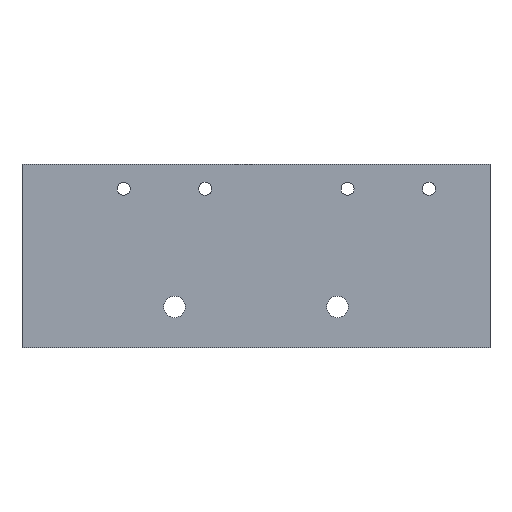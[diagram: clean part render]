
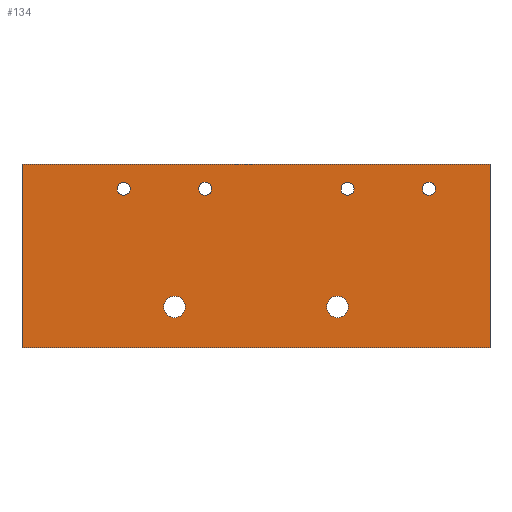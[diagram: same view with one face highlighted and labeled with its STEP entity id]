
A CAD part, top view. The second image highlights one B-rep face of the part: STEP entity #134.
In plain terms, the highlighted planar face has unit normal (0, 0, 1).
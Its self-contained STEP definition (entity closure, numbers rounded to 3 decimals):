
#4 = EDGE_CURVE ( 'NONE', #434, #162, #263, .T. ) ;
#5 = AXIS2_PLACEMENT_3D ( 'NONE', #537, #102, #89 ) ;
#13 = ORIENTED_EDGE ( 'NONE', *, *, #557, .T. ) ;
#18 = VECTOR ( 'NONE', #254, 1000. ) ;
#19 = ORIENTED_EDGE ( 'NONE', *, *, #54, .F. ) ;
#21 = EDGE_LOOP ( 'NONE', ( #491, #513 ) ) ;
#23 = EDGE_CURVE ( 'NONE', #202, #143, #167, .T. ) ;
#26 = VERTEX_POINT ( 'NONE', #412 ) ;
#29 = CARTESIAN_POINT ( 'NONE',  ( -277., 45., 3. ) ) ;
#30 = EDGE_CURVE ( 'NONE', #165, #126, #125, .T. ) ;
#34 = ORIENTED_EDGE ( 'NONE', *, *, #220, .T. ) ;
#51 = DIRECTION ( 'NONE',  ( 1., 0., 0. ) ) ;
#54 = EDGE_CURVE ( 'NONE', #286, #623, #66, .T. ) ;
#66 = CIRCLE ( 'NONE', #94, 2.65 ) ;
#67 = CIRCLE ( 'NONE', #440, 2.65 ) ;
#68 = DIRECTION ( 'NONE',  ( 1., 0., 0. ) ) ;
#81 = FACE_OUTER_BOUND ( 'NONE', #479, .T. ) ;
#86 = DIRECTION ( 'NONE',  ( 1., 0., 0. ) ) ;
#89 = DIRECTION ( 'NONE',  ( 1., 0., 0. ) ) ;
#94 = AXIS2_PLACEMENT_3D ( 'NONE', #604, #221, #170 ) ;
#100 = ORIENTED_EDGE ( 'NONE', *, *, #443, .F. ) ;
#102 = DIRECTION ( 'NONE',  ( 0., 0., 1. ) ) ;
#103 = ORIENTED_EDGE ( 'NONE', *, *, #627, .F. ) ;
#104 = EDGE_CURVE ( 'NONE', #497, #572, #414, .T. ) ;
#105 = AXIS2_PLACEMENT_3D ( 'NONE', #433, #481, #51 ) ;
#108 = VERTEX_POINT ( 'NONE', #265 ) ;
#110 = VERTEX_POINT ( 'NONE', #601 ) ;
#125 = LINE ( 'NONE', #215, #224 ) ;
#126 = VERTEX_POINT ( 'NONE', #212 ) ;
#127 = DIRECTION ( 'NONE',  ( 0., 0., 1. ) ) ;
#133 = CIRCLE ( 'NONE', #256, 1.6 ) ;
#134 = ADVANCED_FACE ( 'NONE', ( #551, #306, #142, #331, #135, #81, #626 ), #233, .T. ) ;
#135 = FACE_BOUND ( 'NONE', #21, .T. ) ;
#137 = EDGE_LOOP ( 'NONE', ( #447, #482 ) ) ;
#138 = CARTESIAN_POINT ( 'NONE',  ( -177., 39., 3. ) ) ;
#141 = CARTESIAN_POINT ( 'NONE',  ( -195.4, 39., 3. ) ) ;
#142 = FACE_BOUND ( 'NONE', #405, .T. ) ;
#143 = VERTEX_POINT ( 'NONE', #175 ) ;
#151 = ORIENTED_EDGE ( 'NONE', *, *, #30, .T. ) ;
#156 = CARTESIAN_POINT ( 'NONE',  ( -162., 45., 3. ) ) ;
#158 = EDGE_CURVE ( 'NONE', #26, #110, #319, .T. ) ;
#160 = CIRCLE ( 'NONE', #362, 1.6 ) ;
#161 = DIRECTION ( 'NONE',  ( 1., 0., 0. ) ) ;
#162 = VERTEX_POINT ( 'NONE', #512 ) ;
#165 = VERTEX_POINT ( 'NONE', #189 ) ;
#166 = EDGE_CURVE ( 'NONE', #110, #26, #133, .T. ) ;
#167 = CIRCLE ( 'NONE', #558, 1.6 ) ;
#170 = DIRECTION ( 'NONE',  ( -1., 0., 0. ) ) ;
#175 = CARTESIAN_POINT ( 'NONE',  ( -178.6, 39., 3. ) ) ;
#176 = CARTESIAN_POINT ( 'NONE',  ( -162., 45., 3. ) ) ;
#185 = DIRECTION ( 'NONE',  ( 1., 0., 0. ) ) ;
#188 = DIRECTION ( 'NONE',  ( 0., 0., 1. ) ) ;
#189 = CARTESIAN_POINT ( 'NONE',  ( -277., 0., 3. ) ) ;
#202 = VERTEX_POINT ( 'NONE', #413 ) ;
#207 = AXIS2_PLACEMENT_3D ( 'NONE', #574, #327, #185 ) ;
#211 = CARTESIAN_POINT ( 'NONE',  ( -252., 39., 3. ) ) ;
#212 = CARTESIAN_POINT ( 'NONE',  ( -162., 0., 3. ) ) ;
#215 = CARTESIAN_POINT ( 'NONE',  ( -257., 0., 3. ) ) ;
#219 = EDGE_LOOP ( 'NONE', ( #427, #19 ) ) ;
#220 = EDGE_CURVE ( 'NONE', #422, #253, #275, .T. ) ;
#221 = DIRECTION ( 'NONE',  ( 0., 0., 1. ) ) ;
#223 = CARTESIAN_POINT ( 'NONE',  ( -232., 39., 3. ) ) ;
#224 = VECTOR ( 'NONE', #68, 1000. ) ;
#233 = PLANE ( 'NONE',  #207 ) ;
#239 = VECTOR ( 'NONE', #493, 1000. ) ;
#250 = CARTESIAN_POINT ( 'NONE',  ( -202.15, 10., 3. ) ) ;
#253 = VERTEX_POINT ( 'NONE', #29 ) ;
#254 = DIRECTION ( 'NONE',  ( 0., 1., 0. ) ) ;
#256 = AXIS2_PLACEMENT_3D ( 'NONE', #223, #420, #474 ) ;
#263 = CIRCLE ( 'NONE', #528, 1.6 ) ;
#265 = CARTESIAN_POINT ( 'NONE',  ( -242.15, 10., 3. ) ) ;
#274 = CARTESIAN_POINT ( 'NONE',  ( -239.5, 10., 3. ) ) ;
#275 = LINE ( 'NONE', #526, #583 ) ;
#286 = VERTEX_POINT ( 'NONE', #630 ) ;
#295 = DIRECTION ( 'NONE',  ( -1., 0., 0. ) ) ;
#301 = CARTESIAN_POINT ( 'NONE',  ( -277., 45., 3. ) ) ;
#303 = CARTESIAN_POINT ( 'NONE',  ( -250.4, 39., 3. ) ) ;
#304 = DIRECTION ( 'NONE',  ( 1., 0., 0. ) ) ;
#306 = FACE_BOUND ( 'NONE', #521, .T. ) ;
#309 = EDGE_CURVE ( 'NONE', #623, #286, #549, .T. ) ;
#312 = ORIENTED_EDGE ( 'NONE', *, *, #23, .F. ) ;
#313 = DIRECTION ( 'NONE',  ( -1., 0., 0. ) ) ;
#319 = CIRCLE ( 'NONE', #399, 1.6 ) ;
#327 = DIRECTION ( 'NONE',  ( 0., 0., 1. ) ) ;
#331 = FACE_BOUND ( 'NONE', #451, .T. ) ;
#341 = CARTESIAN_POINT ( 'NONE',  ( -199.5, 10., 3. ) ) ;
#353 = DIRECTION ( 'NONE',  ( 1., 0., 0. ) ) ;
#359 = CARTESIAN_POINT ( 'NONE',  ( -177., 39., 3. ) ) ;
#362 = AXIS2_PLACEMENT_3D ( 'NONE', #595, #442, #161 ) ;
#368 = CARTESIAN_POINT ( 'NONE',  ( -232., 39., 3. ) ) ;
#369 = ORIENTED_EDGE ( 'NONE', *, *, #515, .T. ) ;
#371 = EDGE_CURVE ( 'NONE', #108, #598, #550, .T. ) ;
#377 = AXIS2_PLACEMENT_3D ( 'NONE', #138, #188, #573 ) ;
#387 = LINE ( 'NONE', #156, #18 ) ;
#396 = EDGE_CURVE ( 'NONE', #572, #497, #609, .T. ) ;
#399 = AXIS2_PLACEMENT_3D ( 'NONE', #368, #127, #86 ) ;
#405 = EDGE_LOOP ( 'NONE', ( #312, #100 ) ) ;
#411 = CARTESIAN_POINT ( 'NONE',  ( -197., 39., 3. ) ) ;
#412 = CARTESIAN_POINT ( 'NONE',  ( -230.4, 39., 3. ) ) ;
#413 = CARTESIAN_POINT ( 'NONE',  ( -175.4, 39., 3. ) ) ;
#414 = CIRCLE ( 'NONE', #449, 1.6 ) ;
#420 = DIRECTION ( 'NONE',  ( 0., 0., 1. ) ) ;
#422 = VERTEX_POINT ( 'NONE', #176 ) ;
#427 = ORIENTED_EDGE ( 'NONE', *, *, #309, .F. ) ;
#433 = CARTESIAN_POINT ( 'NONE',  ( -239.5, 10., 3. ) ) ;
#434 = VERTEX_POINT ( 'NONE', #141 ) ;
#440 = AXIS2_PLACEMENT_3D ( 'NONE', #274, #469, #529 ) ;
#442 = DIRECTION ( 'NONE',  ( 0., 0., 1. ) ) ;
#443 = EDGE_CURVE ( 'NONE', #143, #202, #450, .T. ) ;
#447 = ORIENTED_EDGE ( 'NONE', *, *, #396, .F. ) ;
#449 = AXIS2_PLACEMENT_3D ( 'NONE', #211, #455, #353 ) ;
#450 = CIRCLE ( 'NONE', #377, 1.6 ) ;
#451 = EDGE_LOOP ( 'NONE', ( #467, #103 ) ) ;
#455 = DIRECTION ( 'NONE',  ( 0., 0., 1. ) ) ;
#458 = EDGE_CURVE ( 'NONE', #598, #108, #67, .T. ) ;
#459 = DIRECTION ( 'NONE',  ( 1., 0., 0. ) ) ;
#467 = ORIENTED_EDGE ( 'NONE', *, *, #4, .F. ) ;
#469 = DIRECTION ( 'NONE',  ( 0., 0., 1. ) ) ;
#474 = DIRECTION ( 'NONE',  ( 1., 0., 0. ) ) ;
#479 = EDGE_LOOP ( 'NONE', ( #34, #369, #151, #13 ) ) ;
#481 = DIRECTION ( 'NONE',  ( 0., 0., 1. ) ) ;
#482 = ORIENTED_EDGE ( 'NONE', *, *, #104, .F. ) ;
#487 = CARTESIAN_POINT ( 'NONE',  ( -236.85, 10., 3. ) ) ;
#491 = ORIENTED_EDGE ( 'NONE', *, *, #371, .F. ) ;
#493 = DIRECTION ( 'NONE',  ( 0., -1., 0. ) ) ;
#497 = VERTEX_POINT ( 'NONE', #522 ) ;
#512 = CARTESIAN_POINT ( 'NONE',  ( -198.6, 39., 3. ) ) ;
#513 = ORIENTED_EDGE ( 'NONE', *, *, #458, .F. ) ;
#515 = EDGE_CURVE ( 'NONE', #253, #165, #533, .T. ) ;
#521 = EDGE_LOOP ( 'NONE', ( #539, #555 ) ) ;
#522 = CARTESIAN_POINT ( 'NONE',  ( -253.6, 39., 3. ) ) ;
#526 = CARTESIAN_POINT ( 'NONE',  ( -257., 45., 3. ) ) ;
#528 = AXIS2_PLACEMENT_3D ( 'NONE', #411, #606, #304 ) ;
#529 = DIRECTION ( 'NONE',  ( 1., 0., 0. ) ) ;
#533 = LINE ( 'NONE', #301, #239 ) ;
#537 = CARTESIAN_POINT ( 'NONE',  ( -252., 39., 3. ) ) ;
#539 = ORIENTED_EDGE ( 'NONE', *, *, #158, .F. ) ;
#543 = DIRECTION ( 'NONE',  ( 0., 0., 1. ) ) ;
#549 = CIRCLE ( 'NONE', #596, 2.65 ) ;
#550 = CIRCLE ( 'NONE', #105, 2.65 ) ;
#551 = FACE_BOUND ( 'NONE', #137, .T. ) ;
#553 = DIRECTION ( 'NONE',  ( 0., 0., 1. ) ) ;
#555 = ORIENTED_EDGE ( 'NONE', *, *, #166, .F. ) ;
#557 = EDGE_CURVE ( 'NONE', #126, #422, #387, .T. ) ;
#558 = AXIS2_PLACEMENT_3D ( 'NONE', #359, #553, #459 ) ;
#572 = VERTEX_POINT ( 'NONE', #303 ) ;
#573 = DIRECTION ( 'NONE',  ( 1., 0., 0. ) ) ;
#574 = CARTESIAN_POINT ( 'NONE',  ( 0., 0., 3. ) ) ;
#583 = VECTOR ( 'NONE', #313, 1000. ) ;
#595 = CARTESIAN_POINT ( 'NONE',  ( -197., 39., 3. ) ) ;
#596 = AXIS2_PLACEMENT_3D ( 'NONE', #341, #543, #295 ) ;
#598 = VERTEX_POINT ( 'NONE', #487 ) ;
#601 = CARTESIAN_POINT ( 'NONE',  ( -233.6, 39., 3. ) ) ;
#604 = CARTESIAN_POINT ( 'NONE',  ( -199.5, 10., 3. ) ) ;
#606 = DIRECTION ( 'NONE',  ( 0., 0., 1. ) ) ;
#609 = CIRCLE ( 'NONE', #5, 1.6 ) ;
#623 = VERTEX_POINT ( 'NONE', #250 ) ;
#626 = FACE_BOUND ( 'NONE', #219, .T. ) ;
#627 = EDGE_CURVE ( 'NONE', #162, #434, #160, .T. ) ;
#630 = CARTESIAN_POINT ( 'NONE',  ( -196.85, 10., 3. ) ) ;
